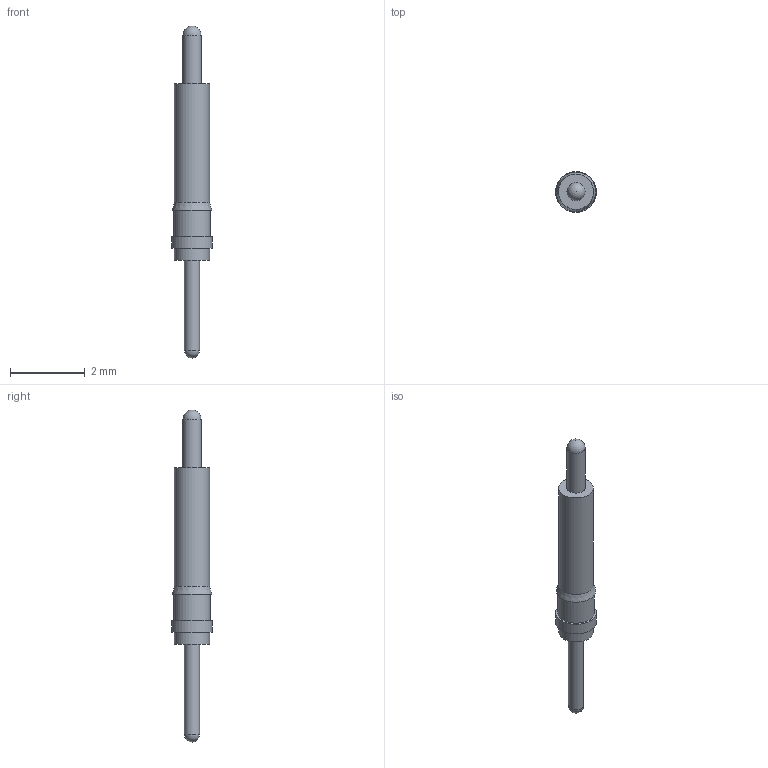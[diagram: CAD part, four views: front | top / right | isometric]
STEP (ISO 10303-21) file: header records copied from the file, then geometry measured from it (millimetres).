
FILE_DESCRIPTION(/* description */ ('STEP AP214'),/* implementation_level */ '2;1');
FILE_NAME(/* name */ 'mill-max-0985-0-15-20-71-14-11-0.step',/* time_stamp */ '2025-10-05T22:46:25+01:00',/* author */ (''),/* organization */ (''),/* preprocessor_version */ 'ST-DEVELOPER v20.1',/* originating_system */ 'Autodesk Translation Framework v14.17.0.0',/* authorisation */ '');
FILE_SCHEMA (('AUTOMOTIVE_DESIGN { 1 0 10303 214 3 1 1 }'));
Length unit declared in the file: millimetre
Products named in the file (1): 4ACCAAAA-08C2-4173-A364-E4B14028A0CE
Bounding box: 1.09 x 1.09 x 8.89 mm (x, y, z)
Volume: 4 mm3; surface area: 21.6 mm2
Topology: 1 solids, 1 shells, 14 faces, 24 edges, 15 vertices
Faces by surface type: cylinder 6, plane 5, sphere 2, cone 1
Full cylindrical faces by diameter (mm): 0.406 x1, 0.485 x1, 0.94 x2, 0.991 x1, 1.092 x1
Entity records: 369 total; most frequent: DIRECTION 67, CARTESIAN_POINT 52, ORIENTED_EDGE 44, AXIS2_PLACEMENT_3D 30, EDGE_CURVE 22, EDGE_LOOP 19, CIRCLE 15, VERTEX_POINT 15
